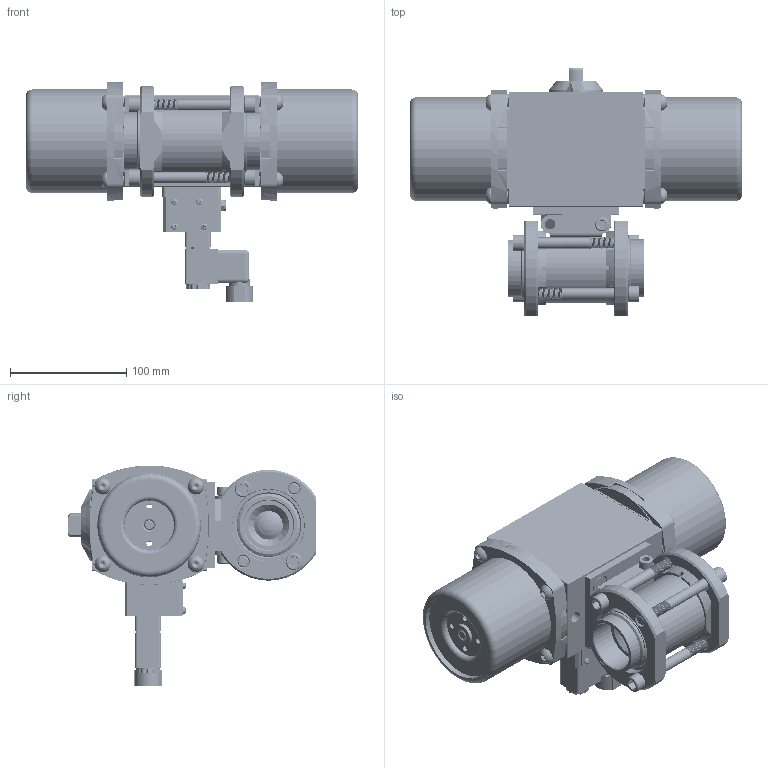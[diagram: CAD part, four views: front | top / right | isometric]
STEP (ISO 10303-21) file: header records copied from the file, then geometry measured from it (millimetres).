
FILE_DESCRIPTION (( 'STEP AP203' ), '1' );
FILE_NAME ('21XXSWSA522SR3GPDC.step', '2018-06-04T15:40:08', ( '' ), ( '' ), 'SwSTEP 2.0', 'SolidWorks 2017', '' );
FILE_SCHEMA (( 'CONFIG_CONTROL_DESIGN' ));
Products named in the file (1): 21XXSWSA522SR3GPDC
Bounding box: 285.09 x 212.61 x 189.67 mm (x, y, z)
Volume: 1310933.4 mm3; surface area: 528064.8 mm2
Topology: 65 solids, 65 shells, 5978 faces, 15418 edges, 9640 vertices
Faces by surface type: cylinder 2583, cone 2040, plane 987, torus 253, bspline 85, sphere 30
Entity records: 214745 total; most frequent: CARTESIAN_POINT 68142, DIRECTION 32719, ORIENTED_EDGE 30572, EDGE_CURVE 15286, AXIS2_PLACEMENT_3D 13296, VERTEX_POINT 9636, CIRCLE 7402, EDGE_LOOP 6422
